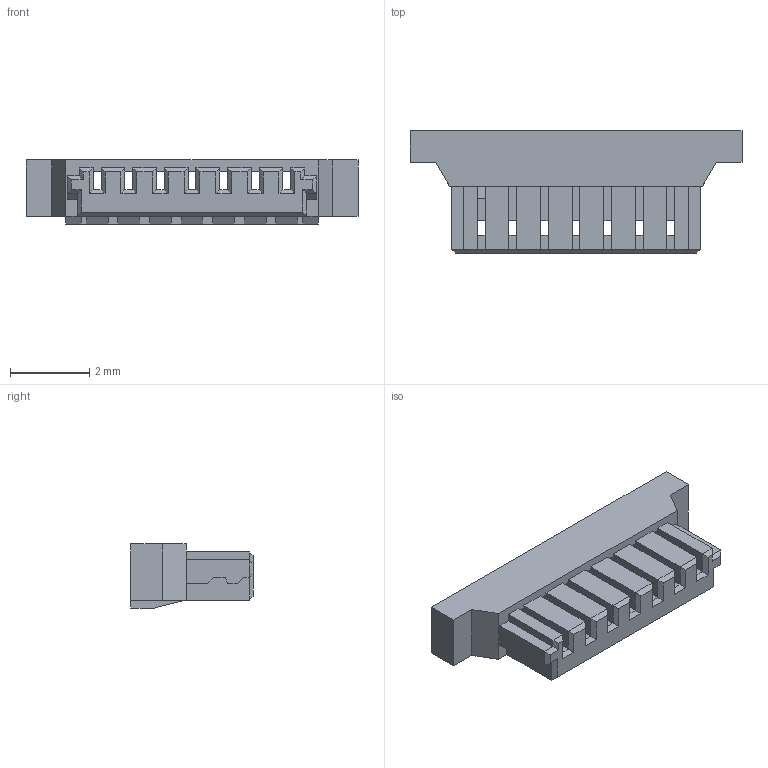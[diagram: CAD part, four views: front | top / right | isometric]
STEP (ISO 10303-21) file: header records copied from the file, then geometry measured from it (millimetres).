
FILE_DESCRIPTION((''),'2;1');
FILE_NAME('FHG08002-S03','2024-04-25T',('工程三'),(''),'PRO/ENGINEER BY PARAMETRIC TECHNOLOGY CORPORATION, 2010280','PRO/ENGINEER BY PARAMETRIC TECHNOLOGY CORPORATION, 2010280','');
FILE_SCHEMA(('CONFIG_CONTROL_DESIGN'));
Length unit declared in the file: millimetre
Products named in the file (1): FHG08002-S03
Bounding box: 8.4 x 3.1 x 1.62 mm (x, y, z)
Volume: 15.2 mm3; surface area: 142.2 mm2
Topology: 1 solids, 1 shells, 275 faces, 820 edges, 526 vertices
Faces by surface type: plane 275
Entity records: 9052 total; most frequent: ORIENTED_EDGE 1640, CARTESIAN_POINT 1621, DIRECTION 1370, VECTOR 820, LINE 820, EDGE_CURVE 820, VERTEX_POINT 526, EDGE_LOOP 282
